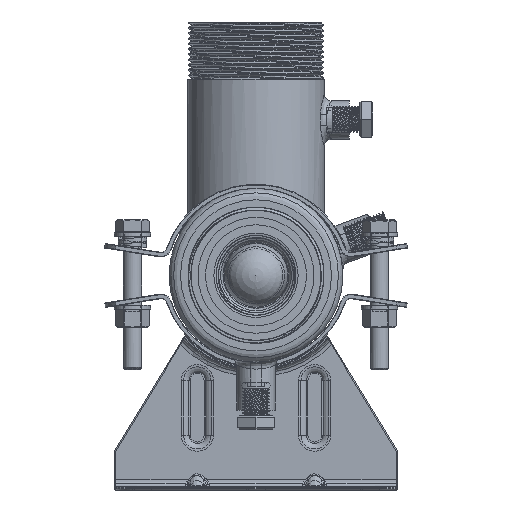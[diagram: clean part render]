
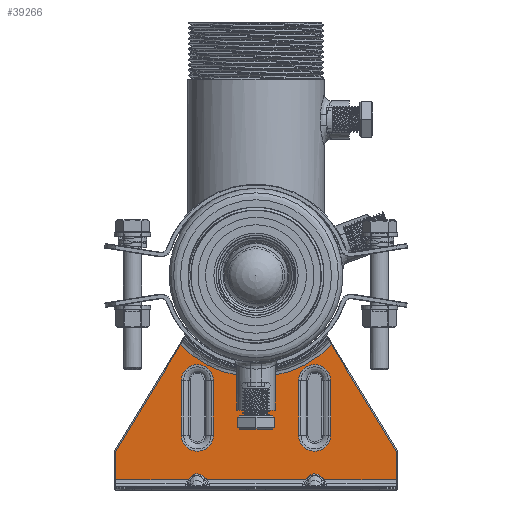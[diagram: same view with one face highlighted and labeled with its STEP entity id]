
A CAD part, left-side view. The second image highlights one B-rep face of the part: STEP entity #39266.
In plain terms, the highlighted face is planar.
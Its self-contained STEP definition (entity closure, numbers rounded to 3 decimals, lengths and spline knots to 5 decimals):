
#1216=ELLIPSE('',#42049,0.00707,0.005);
#1217=ELLIPSE('',#42050,0.00707,0.005);
#2483=LINE('',#90802,#3849);
#2484=LINE('',#90805,#3850);
#2485=LINE('',#90809,#3851);
#2486=LINE('',#90811,#3852);
#2487=LINE('',#90813,#3853);
#2488=LINE('',#90815,#3854);
#2489=LINE('',#90819,#3855);
#2490=LINE('',#90821,#3856);
#2491=LINE('',#90823,#3857);
#2492=LINE('',#90827,#3858);
#2493=LINE('',#90829,#3859);
#2494=LINE('',#90830,#3860);
#2495=LINE('',#90835,#3861);
#2496=LINE('',#90838,#3862);
#2497=LINE('',#90843,#3863);
#3849=VECTOR('',#48073,1.);
#3850=VECTOR('',#48074,1.);
#3851=VECTOR('',#48077,1.);
#3852=VECTOR('',#48078,1.);
#3853=VECTOR('',#48079,1.);
#3854=VECTOR('',#48080,1.);
#3855=VECTOR('',#48083,1.);
#3856=VECTOR('',#48084,1.);
#3857=VECTOR('',#48085,1.);
#3858=VECTOR('',#48088,1.);
#3859=VECTOR('',#48089,1.);
#3860=VECTOR('',#48090,1.);
#3861=VECTOR('',#48093,1.);
#3862=VECTOR('',#48096,1.);
#3863=VECTOR('',#48099,1.);
#5343=PLANE('',#42047);
#19635=ORIENTED_EDGE('',*,*,#26137,.T.);
#19636=ORIENTED_EDGE('',*,*,#26138,.T.);
#19637=ORIENTED_EDGE('',*,*,#26139,.T.);
#19638=ORIENTED_EDGE('',*,*,#26140,.T.);
#19639=ORIENTED_EDGE('',*,*,#26141,.T.);
#19640=ORIENTED_EDGE('',*,*,#26142,.T.);
#19641=ORIENTED_EDGE('',*,*,#26143,.T.);
#19642=ORIENTED_EDGE('',*,*,#26144,.T.);
#19643=ORIENTED_EDGE('',*,*,#26145,.T.);
#19644=ORIENTED_EDGE('',*,*,#26146,.T.);
#19645=ORIENTED_EDGE('',*,*,#26147,.T.);
#19646=ORIENTED_EDGE('',*,*,#26148,.T.);
#19647=ORIENTED_EDGE('',*,*,#26149,.T.);
#19648=ORIENTED_EDGE('',*,*,#26150,.T.);
#19649=ORIENTED_EDGE('',*,*,#26151,.T.);
#19650=ORIENTED_EDGE('',*,*,#26152,.T.);
#19651=ORIENTED_EDGE('',*,*,#26153,.T.);
#19652=ORIENTED_EDGE('',*,*,#26154,.T.);
#19653=ORIENTED_EDGE('',*,*,#26155,.T.);
#19654=ORIENTED_EDGE('',*,*,#26156,.T.);
#19655=ORIENTED_EDGE('',*,*,#26157,.T.);
#19656=ORIENTED_EDGE('',*,*,#26158,.T.);
#26137=EDGE_CURVE('',#30317,#30318,#2483,.T.);
#26138=EDGE_CURVE('',#30318,#30319,#2484,.T.);
#26139=EDGE_CURVE('',#30319,#30320,#31234,.F.);
#26140=EDGE_CURVE('',#30320,#30321,#2485,.F.);
#26141=EDGE_CURVE('',#30321,#30322,#2486,.F.);
#26142=EDGE_CURVE('',#30322,#30323,#2487,.T.);
#26143=EDGE_CURVE('',#30323,#30324,#2488,.T.);
#26144=EDGE_CURVE('',#30324,#30325,#1216,.F.);
#26145=EDGE_CURVE('',#30325,#30326,#2489,.T.);
#26146=EDGE_CURVE('',#30326,#30327,#2490,.T.);
#26147=EDGE_CURVE('',#30327,#30328,#2491,.F.);
#26148=EDGE_CURVE('',#30328,#30329,#1217,.F.);
#26149=EDGE_CURVE('',#30329,#30330,#2492,.F.);
#26150=EDGE_CURVE('',#30330,#30317,#2493,.T.);
#26151=EDGE_CURVE('',#30331,#30332,#2494,.F.);
#26152=EDGE_CURVE('',#30332,#30333,#31235,.F.);
#26153=EDGE_CURVE('',#30333,#30334,#2495,.T.);
#26154=EDGE_CURVE('',#30334,#30331,#31236,.F.);
#26155=EDGE_CURVE('',#30335,#30336,#2496,.F.);
#26156=EDGE_CURVE('',#30336,#30337,#31237,.F.);
#26157=EDGE_CURVE('',#30337,#30338,#2497,.T.);
#26158=EDGE_CURVE('',#30338,#30335,#31238,.F.);
#30317=VERTEX_POINT('',#90803);
#30318=VERTEX_POINT('',#90804);
#30319=VERTEX_POINT('',#90806);
#30320=VERTEX_POINT('',#90808);
#30321=VERTEX_POINT('',#90810);
#30322=VERTEX_POINT('',#90812);
#30323=VERTEX_POINT('',#90814);
#30324=VERTEX_POINT('',#90816);
#30325=VERTEX_POINT('',#90818);
#30326=VERTEX_POINT('',#90820);
#30327=VERTEX_POINT('',#90822);
#30328=VERTEX_POINT('',#90824);
#30329=VERTEX_POINT('',#90826);
#30330=VERTEX_POINT('',#90828);
#30331=VERTEX_POINT('',#90831);
#30332=VERTEX_POINT('',#90832);
#30333=VERTEX_POINT('',#90834);
#30334=VERTEX_POINT('',#90836);
#30335=VERTEX_POINT('',#90839);
#30336=VERTEX_POINT('',#90840);
#30337=VERTEX_POINT('',#90842);
#30338=VERTEX_POINT('',#90844);
#31234=CIRCLE('',#42048,0.04584);
#31235=CIRCLE('',#42051,0.007);
#31236=CIRCLE('',#42052,0.007);
#31237=CIRCLE('',#42053,0.007);
#31238=CIRCLE('',#42054,0.007);
#33834=EDGE_LOOP('',(#19635,#19636,#19637,#19638,#19639,#19640,#19641,#19642,
#19643,#19644,#19645,#19646,#19647,#19648));
#33835=EDGE_LOOP('',(#19649,#19650,#19651,#19652));
#33836=EDGE_LOOP('',(#19653,#19654,#19655,#19656));
#36490=FACE_BOUND('',#33834,.T.);
#36491=FACE_BOUND('',#33835,.T.);
#36492=FACE_BOUND('',#33836,.T.);
#39266=ADVANCED_FACE('',(#36490,#36491,#36492),#5343,.T.);
#42047=AXIS2_PLACEMENT_3D('',#90801,#48071,#48072);
#42048=AXIS2_PLACEMENT_3D('',#90807,#48075,#48076);
#42049=AXIS2_PLACEMENT_3D('',#90817,#48081,#48082);
#42050=AXIS2_PLACEMENT_3D('',#90825,#48086,#48087);
#42051=AXIS2_PLACEMENT_3D('',#90833,#48091,#48092);
#42052=AXIS2_PLACEMENT_3D('',#90837,#48094,#48095);
#42053=AXIS2_PLACEMENT_3D('',#90841,#48097,#48098);
#42054=AXIS2_PLACEMENT_3D('',#90845,#48100,#48101);
#48071=DIRECTION('',(0.,-1.,0.));
#48072=DIRECTION('',(1.,0.,0.));
#48073=DIRECTION('',(0.,0.,1.));
#48074=DIRECTION('',(-0.52,0.,0.854));
#48075=DIRECTION('',(0.,-1.,0.));
#48076=DIRECTION('',(0.,0.,-1.));
#48077=DIRECTION('',(0.52,0.,0.854));
#48078=DIRECTION('',(0.,0.,1.));
#48079=DIRECTION('',(1.,0.,0.));
#48080=DIRECTION('',(0.577,0.,0.816));
#48081=DIRECTION('',(0.,-1.,0.));
#48082=DIRECTION('',(0.,0.,-1.));
#48083=DIRECTION('',(0.577,0.,-0.816));
#48084=DIRECTION('',(1.,0.,0.));
#48085=DIRECTION('',(-0.577,0.,-0.816));
#48086=DIRECTION('',(0.,-1.,0.));
#48087=DIRECTION('',(0.,0.,-1.));
#48088=DIRECTION('',(-0.577,0.,0.816));
#48089=DIRECTION('',(1.,0.,0.));
#48090=DIRECTION('',(0.,0.,-1.));
#48091=DIRECTION('',(0.,-1.,0.));
#48092=DIRECTION('',(0.,0.,-1.));
#48093=DIRECTION('',(0.,0.,-1.));
#48094=DIRECTION('',(0.,-1.,0.));
#48095=DIRECTION('',(0.,0.,-1.));
#48096=DIRECTION('',(0.,0.,-1.));
#48097=DIRECTION('',(0.,-1.,0.));
#48098=DIRECTION('',(0.,0.,-1.));
#48099=DIRECTION('',(0.,0.,-1.));
#48100=DIRECTION('',(0.,-1.,0.));
#48101=DIRECTION('',(0.,0.,-1.));
#90801=CARTESIAN_POINT('',(0.00007,-0.0015,0.05347));
#90802=CARTESIAN_POINT('',(0.0615,-0.0015,0.01702));
#90803=CARTESIAN_POINT('',(0.0615,-0.0015,0.0045));
#90804=CARTESIAN_POINT('',(0.0615,-0.0015,0.01688));
#90805=CARTESIAN_POINT('',(0.03301,-0.0015,0.06372));
#90806=CARTESIAN_POINT('',(0.03308,-0.0015,0.0636));
#90807=CARTESIAN_POINT('',(0.,-0.0015,0.09534));
#90808=CARTESIAN_POINT('',(-0.03308,-0.0015,0.0636));
#90809=CARTESIAN_POINT('',(-0.02862,-0.0015,0.07093));
#90810=CARTESIAN_POINT('',(-0.0615,-0.0015,0.01688));
#90811=CARTESIAN_POINT('',(-0.0615,-0.0015,0.05347));
#90812=CARTESIAN_POINT('',(-0.0615,-0.0015,0.0045));
#90813=CARTESIAN_POINT('',(0.00007,-0.0015,0.0045));
#90814=CARTESIAN_POINT('',(-0.02965,-0.0015,0.0045));
#90815=CARTESIAN_POINT('',(-0.02902,-0.0015,0.00539));
#90816=CARTESIAN_POINT('',(-0.02925,-0.0015,0.00506));
#90817=CARTESIAN_POINT('',(-0.02572,-0.0015,0.00006));
#90818=CARTESIAN_POINT('',(-0.02218,-0.0015,0.00506));
#90819=CARTESIAN_POINT('',(-0.0199,-0.0015,0.00183));
#90820=CARTESIAN_POINT('',(-0.02179,-0.0015,0.0045));
#90821=CARTESIAN_POINT('',(0.00007,-0.0015,0.0045));
#90822=CARTESIAN_POINT('',(0.02179,-0.0015,0.0045));
#90823=CARTESIAN_POINT('',(0.03764,-0.0015,0.02691));
#90824=CARTESIAN_POINT('',(0.02218,-0.0015,0.00506));
#90825=CARTESIAN_POINT('',(0.02572,-0.0015,0.00006));
#90826=CARTESIAN_POINT('',(0.02925,-0.0015,0.00506));
#90827=CARTESIAN_POINT('',(-0.0033,-0.0015,0.05109));
#90828=CARTESIAN_POINT('',(0.02965,-0.0015,0.0045));
#90829=CARTESIAN_POINT('',(0.00007,-0.0015,0.0045));
#90830=CARTESIAN_POINT('',(0.01872,-0.0015,0.04799));
#90831=CARTESIAN_POINT('',(0.01872,-0.0015,0.02399));
#90832=CARTESIAN_POINT('',(0.01872,-0.0015,0.04799));
#90833=CARTESIAN_POINT('',(0.02572,-0.0015,0.04799));
#90834=CARTESIAN_POINT('',(0.03272,-0.0015,0.04799));
#90835=CARTESIAN_POINT('',(0.03272,-0.0015,0.05347));
#90836=CARTESIAN_POINT('',(0.03272,-0.0015,0.02399));
#90837=CARTESIAN_POINT('',(0.02572,-0.0015,0.02399));
#90838=CARTESIAN_POINT('',(-0.03272,-0.0015,0.04799));
#90839=CARTESIAN_POINT('',(-0.03272,-0.0015,0.02399));
#90840=CARTESIAN_POINT('',(-0.03272,-0.0015,0.04799));
#90841=CARTESIAN_POINT('',(-0.02572,-0.0015,0.04799));
#90842=CARTESIAN_POINT('',(-0.01872,-0.0015,0.04799));
#90843=CARTESIAN_POINT('',(-0.01872,-0.0015,0.05347));
#90844=CARTESIAN_POINT('',(-0.01872,-0.0015,0.02399));
#90845=CARTESIAN_POINT('',(-0.02572,-0.0015,0.02399));
